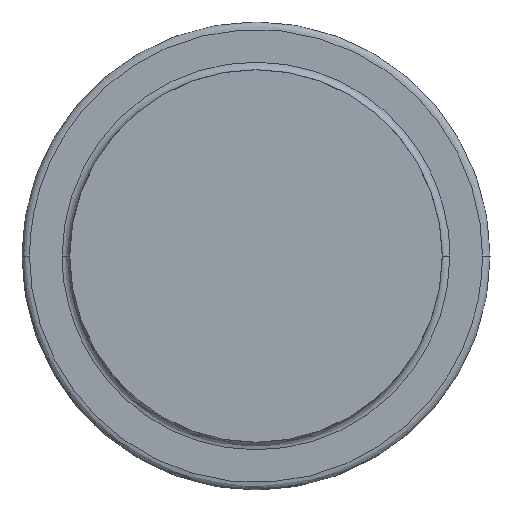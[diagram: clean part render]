
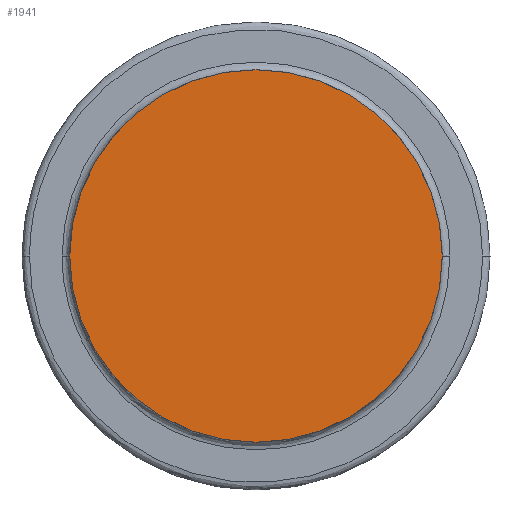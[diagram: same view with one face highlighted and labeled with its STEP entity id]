
A CAD part, front view. The second image highlights one B-rep face of the part: STEP entity #1941.
In plain terms, the highlighted planar face has unit normal (0, -1, 0).
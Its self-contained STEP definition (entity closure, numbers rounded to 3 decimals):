
#108 = DIRECTION ( 'NONE',  ( 1., 0., 0. ) ) ;
#257 = ORIENTED_EDGE ( 'NONE', *, *, #1359, .T. ) ;
#439 = CARTESIAN_POINT ( 'NONE',  ( 0., 0., 0. ) ) ;
#691 = VERTEX_POINT ( 'NONE', #2140 ) ;
#896 = EDGE_CURVE ( 'NONE', #992, #691, #2357, .T. ) ;
#910 = ORIENTED_EDGE ( 'NONE', *, *, #896, .T. ) ;
#992 = VERTEX_POINT ( 'NONE', #2391 ) ;
#1097 = CARTESIAN_POINT ( 'NONE',  ( -24.972, 0., -24.972 ) ) ;
#1162 = DIRECTION ( 'NONE',  ( 0., -1., 0. ) ) ;
#1309 = CARTESIAN_POINT ( 'NONE',  ( 0., 0., 0. ) ) ;
#1359 = EDGE_CURVE ( 'NONE', #691, #992, #3208, .T. ) ;
#1558 = AXIS2_PLACEMENT_3D ( 'NONE', #1097, #2584, #108 ) ;
#1873 = DIRECTION ( 'NONE',  ( 0., -1., 0. ) ) ;
#1924 = FACE_OUTER_BOUND ( 'NONE', #2231, .T. ) ;
#1941 = ADVANCED_FACE ( 'NONE', ( #1924 ), #2348, .T. ) ;
#2099 = DIRECTION ( 'NONE',  ( 0., 0., 1. ) ) ;
#2140 = CARTESIAN_POINT ( 'NONE',  ( 0., 0., 24.676 ) ) ;
#2178 = DIRECTION ( 'NONE',  ( 0., 0., 1. ) ) ;
#2231 = EDGE_LOOP ( 'NONE', ( #257, #910 ) ) ;
#2288 = AXIS2_PLACEMENT_3D ( 'NONE', #1309, #1873, #2099 ) ;
#2348 = PLANE ( 'NONE',  #1558 ) ;
#2357 = CIRCLE ( 'NONE', #3030, 24.676 ) ;
#2391 = CARTESIAN_POINT ( 'NONE',  ( 0., 0., -24.676 ) ) ;
#2584 = DIRECTION ( 'NONE',  ( 0., -1., 0. ) ) ;
#3030 = AXIS2_PLACEMENT_3D ( 'NONE', #439, #1162, #2178 ) ;
#3208 = CIRCLE ( 'NONE', #2288, 24.676 ) ;
